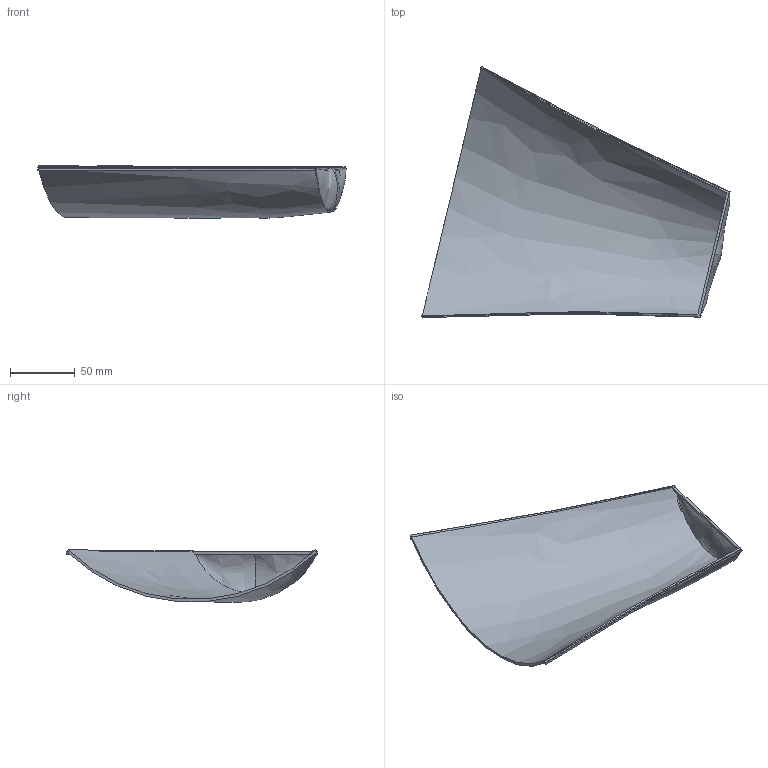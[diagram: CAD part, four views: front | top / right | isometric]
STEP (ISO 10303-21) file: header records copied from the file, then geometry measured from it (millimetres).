
FILE_DESCRIPTION(('STEP AP242'), '1');
FILE_NAME('Íèæíÿÿ ÷åëþñòü _ Îíäàòðà ÌÄ', '', ('UNSPECIFIED'), ('UNSPECIFIED'), 'C3D Converter', 'C3D Toolkit', '');
FILE_SCHEMA(('AP242_MANAGED_MODEL_BASED_3D_ENGINEERING_MIM_LF { 1 0 10303 442 1 1 4 }'));
Length unit declared in the file: millimetre
Products named in the file (1): Ондатра МД
Bounding box: 238.72 x 194.6 x 40.5 mm (x, y, z)
Volume: 76239.9 mm3; surface area: 82894.5 mm2
Topology: 8 solids, 8 shells, 70 faces, 146 edges, 106 vertices
Faces by surface type: bspline 45, plane 25
Entity records: 10755 total; most frequent: CARTESIAN_POINT 9072, ORIENTED_EDGE 291, DIRECTION 151, EDGE_CURVE 146, VERTEX_POINT 91, ADVANCED_FACE 70, FACE_BOUND 70, EDGE_LOOP 70
